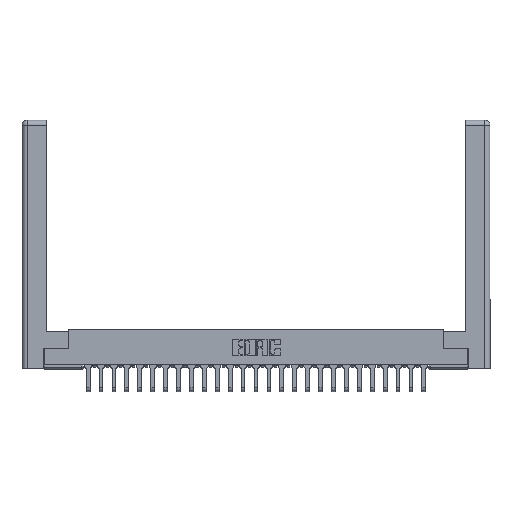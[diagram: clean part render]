
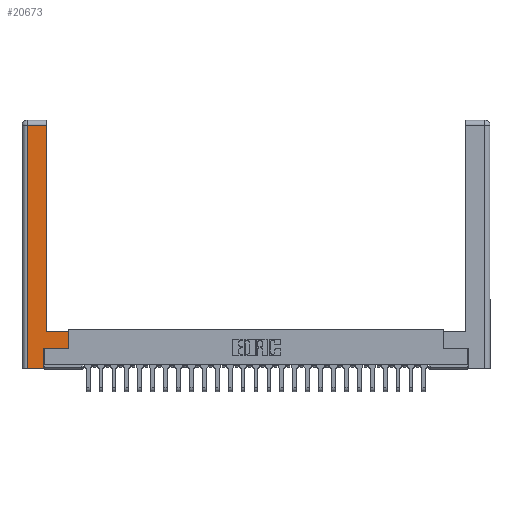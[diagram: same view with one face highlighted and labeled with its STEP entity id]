
A CAD part, top view. The second image highlights one B-rep face of the part: STEP entity #20673.
In plain terms, the highlighted planar face has unit normal (0, 0, 1).
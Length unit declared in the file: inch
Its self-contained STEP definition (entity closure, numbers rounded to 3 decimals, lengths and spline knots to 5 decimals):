
#1400 = EDGE_CURVE ( 'NONE', #16887, #7036, #11363, .T. ) ;
#1481 = DIRECTION ( 'NONE',  ( 1., 0., 0. ) ) ;
#1756 = CARTESIAN_POINT ( 'NONE',  ( 0.295, 0.45, 0. ) ) ;
#2392 = CARTESIAN_POINT ( 'NONE',  ( 0.0615, 2.94, 0. ) ) ;
#2433 = ORIENTED_EDGE ( 'NONE', *, *, #10450, .T. ) ;
#2793 = VECTOR ( 'NONE', #23277, 39.37008 ) ;
#3096 = EDGE_LOOP ( 'NONE', ( #6042, #2433, #12022, #4892, #4694, #26040, #12229, #12245 ) ) ;
#3267 = CARTESIAN_POINT ( 'NONE',  ( 0., 0., 0. ) ) ;
#3626 = VECTOR ( 'NONE', #23719, 39.37008 ) ;
#4033 = VERTEX_POINT ( 'NONE', #2392 ) ;
#4402 = VERTEX_POINT ( 'NONE', #20264 ) ;
#4650 = CARTESIAN_POINT ( 'NONE',  ( 0.265, 0.245, 0. ) ) ;
#4694 = ORIENTED_EDGE ( 'NONE', *, *, #17321, .T. ) ;
#4892 = ORIENTED_EDGE ( 'NONE', *, *, #8153, .T. ) ;
#5104 = DIRECTION ( 'NONE',  ( 0., 1., 0. ) ) ;
#5246 = CARTESIAN_POINT ( 'NONE',  ( 0.565, 0.45, 0. ) ) ;
#5379 = CARTESIAN_POINT ( 'NONE',  ( 0.295, 3., 0. ) ) ;
#5890 = DIRECTION ( 'NONE',  ( 0., 0., -1. ) ) ;
#6042 = ORIENTED_EDGE ( 'NONE', *, *, #1400, .T. ) ;
#7036 = VERTEX_POINT ( 'NONE', #14007 ) ;
#8153 = EDGE_CURVE ( 'NONE', #24419, #21719, #25702, .T. ) ;
#10278 = DIRECTION ( 'NONE',  ( 0., -1., 0. ) ) ;
#10336 = DIRECTION ( 'NONE',  ( -1., 0., 0. ) ) ;
#10450 = EDGE_CURVE ( 'NONE', #7036, #4033, #12232, .T. ) ;
#10741 = DIRECTION ( 'NONE',  ( -1., 0., 0. ) ) ;
#11270 = VERTEX_POINT ( 'NONE', #5246 ) ;
#11363 = LINE ( 'NONE', #5379, #20091 ) ;
#11466 = EDGE_CURVE ( 'NONE', #4402, #11270, #25844, .T. ) ;
#11855 = PLANE ( 'NONE',  #23931 ) ;
#12022 = ORIENTED_EDGE ( 'NONE', *, *, #13482, .T. ) ;
#12075 = CARTESIAN_POINT ( 'NONE',  ( 0.0615, 0., 0. ) ) ;
#12229 = ORIENTED_EDGE ( 'NONE', *, *, #11466, .T. ) ;
#12232 = LINE ( 'NONE', #17143, #2793 ) ;
#12245 = ORIENTED_EDGE ( 'NONE', *, *, #12929, .T. ) ;
#12543 = VECTOR ( 'NONE', #10336, 39.37008 ) ;
#12878 = LINE ( 'NONE', #1756, #12543 ) ;
#12929 = EDGE_CURVE ( 'NONE', #11270, #16887, #12878, .T. ) ;
#13053 = LINE ( 'NONE', #24085, #3626 ) ;
#13482 = EDGE_CURVE ( 'NONE', #4033, #24419, #21197, .T. ) ;
#13877 = CARTESIAN_POINT ( 'NONE',  ( 0.565, 0.245, 0. ) ) ;
#14007 = CARTESIAN_POINT ( 'NONE',  ( 0.295, 2.94, 0. ) ) ;
#14363 = CARTESIAN_POINT ( 'NONE',  ( 0.0615, 0., 0. ) ) ;
#16074 = CARTESIAN_POINT ( 'NONE',  ( 0.565, 0.45, 0. ) ) ;
#16196 = CARTESIAN_POINT ( 'NONE',  ( 0.295, 0.45, 0. ) ) ;
#16887 = VERTEX_POINT ( 'NONE', #16196 ) ;
#16981 = EDGE_CURVE ( 'NONE', #26526, #4402, #19075, .T. ) ;
#17143 = CARTESIAN_POINT ( 'NONE',  ( 0.0615, 2.94, 0. ) ) ;
#17321 = EDGE_CURVE ( 'NONE', #21719, #26526, #13053, .T. ) ;
#18383 = VECTOR ( 'NONE', #1481, 39.37008 ) ;
#19075 = LINE ( 'NONE', #13877, #18383 ) ;
#19079 = DIRECTION ( 'NONE',  ( 0., 1., 0. ) ) ;
#19217 = VECTOR ( 'NONE', #10278, 39.37008 ) ;
#20044 = VECTOR ( 'NONE', #26007, 39.37008 ) ;
#20091 = VECTOR ( 'NONE', #5104, 39.37008 ) ;
#20264 = CARTESIAN_POINT ( 'NONE',  ( 0.565, 0.245, 0. ) ) ;
#20673 = ADVANCED_FACE ( 'NONE', ( #26881 ), #11855, .F. ) ;
#21095 = CARTESIAN_POINT ( 'NONE',  ( 0.265, 0., 0. ) ) ;
#21197 = LINE ( 'NONE', #14363, #19217 ) ;
#21719 = VERTEX_POINT ( 'NONE', #21095 ) ;
#23277 = DIRECTION ( 'NONE',  ( -1., 0., 0. ) ) ;
#23719 = DIRECTION ( 'NONE',  ( 0., 1., 0. ) ) ;
#23931 = AXIS2_PLACEMENT_3D ( 'NONE', #3267, #5890, #10741 ) ;
#24085 = CARTESIAN_POINT ( 'NONE',  ( 0.265, 0.245, 0. ) ) ;
#24419 = VERTEX_POINT ( 'NONE', #12075 ) ;
#24496 = VECTOR ( 'NONE', #19079, 39.37008 ) ;
#25702 = LINE ( 'NONE', #26207, #20044 ) ;
#25844 = LINE ( 'NONE', #16074, #24496 ) ;
#26007 = DIRECTION ( 'NONE',  ( 1., 0., 0. ) ) ;
#26040 = ORIENTED_EDGE ( 'NONE', *, *, #16981, .T. ) ;
#26207 = CARTESIAN_POINT ( 'NONE',  ( 0.265, 0., 0. ) ) ;
#26526 = VERTEX_POINT ( 'NONE', #4650 ) ;
#26881 = FACE_OUTER_BOUND ( 'NONE', #3096, .T. ) ;
